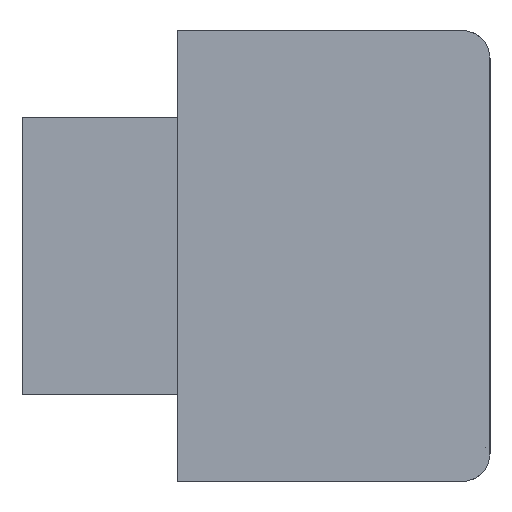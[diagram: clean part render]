
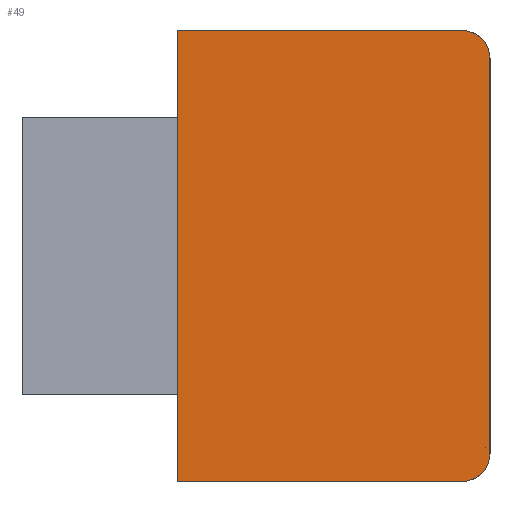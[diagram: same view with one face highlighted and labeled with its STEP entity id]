
A CAD part, left-side view. The second image highlights one B-rep face of the part: STEP entity #49.
In plain terms, the highlighted planar face has unit normal (-1, 0, 0).
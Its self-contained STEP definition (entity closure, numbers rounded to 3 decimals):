
#19 = VERTEX_POINT ( 'NONE', #454 ) ;
#20 = VERTEX_POINT ( 'NONE', #451 ) ;
#21 = VERTEX_POINT ( 'NONE', #450 ) ;
#29 = EDGE_CURVE ( 'NONE', #21, #20, #83, .T. ) ;
#42 = EDGE_CURVE ( 'NONE', #20, #19, #104, .T. ) ;
#44 = ORIENTED_EDGE ( 'NONE', *, *, #42, .T. ) ;
#45 = EDGE_LOOP ( 'NONE', ( #44, #48, #61, #311, #306, #305 ) ) ;
#48 = ORIENTED_EDGE ( 'NONE', *, *, #319, .T. ) ;
#49 = ADVANCED_FACE ( 'NONE', ( #65 ), #107, .F. ) ;
#61 = ORIENTED_EDGE ( 'NONE', *, *, #302, .F. ) ;
#65 = FACE_OUTER_BOUND ( 'NONE', #45, .T. ) ;
#80 = DIRECTION ( 'NONE',  ( 0., 0., -1. ) ) ;
#81 = VECTOR ( 'NONE', #80, 1000. ) ;
#82 = CARTESIAN_POINT ( 'NONE',  ( -20., 9., 6.5 ) ) ;
#83 = LINE ( 'NONE', #82, #81 ) ;
#90 = DIRECTION ( 'NONE',  ( 0., 0., -1. ) ) ;
#91 = DIRECTION ( 'NONE',  ( 1., 0., 0. ) ) ;
#92 = CARTESIAN_POINT ( 'NONE',  ( -20., 0., 6.5 ) ) ;
#100 = DIRECTION ( 'NONE',  ( 0., -1., 0. ) ) ;
#101 = VECTOR ( 'NONE', #100, 1000. ) ;
#103 = CARTESIAN_POINT ( 'NONE',  ( -20., 0., -6.5 ) ) ;
#104 = LINE ( 'NONE', #103, #101 ) ;
#107 = PLANE ( 'NONE',  #112 ) ;
#112 = AXIS2_PLACEMENT_3D ( 'NONE', #92, #91, #90 ) ;
#116 = DIRECTION ( 'NONE',  ( 0., -1., 0. ) ) ;
#117 = VECTOR ( 'NONE', #116, 1000. ) ;
#118 = CARTESIAN_POINT ( 'NONE',  ( -20., 0., 6.5 ) ) ;
#120 = CARTESIAN_POINT ( 'NONE',  ( -20., 0.8, 6.5 ) ) ;
#121 = LINE ( 'NONE', #118, #117 ) ;
#124 = DIRECTION ( 'NONE',  ( 0., 0., -1. ) ) ;
#125 = DIRECTION ( 'NONE',  ( -1., 0., 0. ) ) ;
#126 = CARTESIAN_POINT ( 'NONE',  ( -20., 0.8, 5.7 ) ) ;
#127 = AXIS2_PLACEMENT_3D ( 'NONE', #126, #125, #124 ) ;
#131 = CIRCLE ( 'NONE', #127, 0.8 ) ;
#132 = DIRECTION ( 'NONE',  ( 0., 0., -1. ) ) ;
#133 = VECTOR ( 'NONE', #132, 1000. ) ;
#134 = CARTESIAN_POINT ( 'NONE',  ( -20., 0., 6.5 ) ) ;
#135 = LINE ( 'NONE', #134, #133 ) ;
#141 = CARTESIAN_POINT ( 'NONE',  ( -20., 0., 5.7 ) ) ;
#158 = DIRECTION ( 'NONE',  ( 0., 0., -1. ) ) ;
#159 = DIRECTION ( 'NONE',  ( -1., 0., 0. ) ) ;
#160 = CARTESIAN_POINT ( 'NONE',  ( -20., 0.8, -5.7 ) ) ;
#161 = AXIS2_PLACEMENT_3D ( 'NONE', #160, #159, #158 ) ;
#176 = CIRCLE ( 'NONE', #161, 0.8 ) ;
#177 = CARTESIAN_POINT ( 'NONE',  ( -20., 0., -5.7 ) ) ;
#302 = EDGE_CURVE ( 'NONE', #303, #317, #135, .T. ) ;
#303 = VERTEX_POINT ( 'NONE', #141 ) ;
#305 = ORIENTED_EDGE ( 'NONE', *, *, #29, .T. ) ;
#306 = ORIENTED_EDGE ( 'NONE', *, *, #309, .F. ) ;
#307 = EDGE_CURVE ( 'NONE', #303, #310, #131, .T. ) ;
#309 = EDGE_CURVE ( 'NONE', #21, #310, #121, .T. ) ;
#310 = VERTEX_POINT ( 'NONE', #120 ) ;
#311 = ORIENTED_EDGE ( 'NONE', *, *, #307, .T. ) ;
#317 = VERTEX_POINT ( 'NONE', #177 ) ;
#319 = EDGE_CURVE ( 'NONE', #19, #317, #176, .T. ) ;
#450 = CARTESIAN_POINT ( 'NONE',  ( -20., 9., 6.5 ) ) ;
#451 = CARTESIAN_POINT ( 'NONE',  ( -20., 9., -6.5 ) ) ;
#454 = CARTESIAN_POINT ( 'NONE',  ( -20., 0.8, -6.5 ) ) ;
